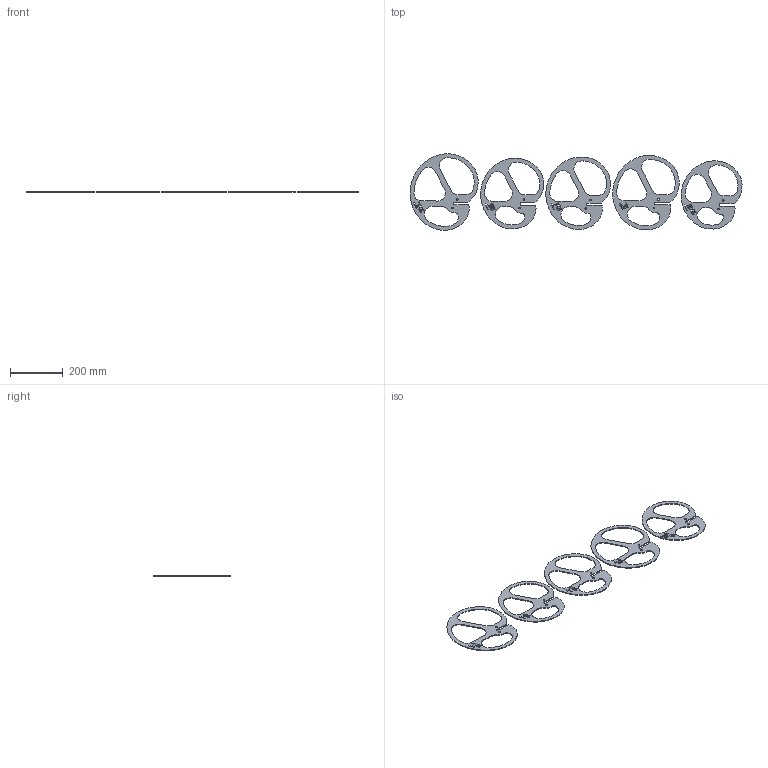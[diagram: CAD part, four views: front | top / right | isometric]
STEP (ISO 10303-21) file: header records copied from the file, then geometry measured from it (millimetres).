
FILE_DESCRIPTION(/* description */ (''),/* implementation_level */ '2;1');
FILE_NAME(/* name */ 'Levas_1_2.step',/* time_stamp */ '2020-04-08T23:37:41+02:00',/* author */ (''),/* organization */ (''),/* preprocessor_version */ 'ST-DEVELOPER v18',/* originating_system */ 'Autodesk Translation Framework v8.12.0.6',/* authorisation */ '');
FILE_SCHEMA (('AUTOMOTIVE_DESIGN { 1 0 10303 214 3 1 1 }'));
Length unit declared in the file: millimetre
Products named in the file (1): V14_LEVAS_5_3MM
Bounding box: 1253.34 x 288.71 x 3 mm (x, y, z)
Volume: 352771.2 mm3; surface area: 269038.6 mm2
Topology: 5 solids, 5 shells, 508 faces, 1514 edges, 1016 vertices
Faces by surface type: cylinder 273, plane 205, bspline 30
Full cylindrical faces by diameter (mm): 6.4 x10
Entity records: 23078 total; most frequent: CARTESIAN_POINT 8767, ORIENTED_EDGE 3028, DIRECTION 3018, EDGE_CURVE 1514, AXIS2_PLACEMENT_3D 1065, VERTEX_POINT 1016, LINE 888, VECTOR 888
